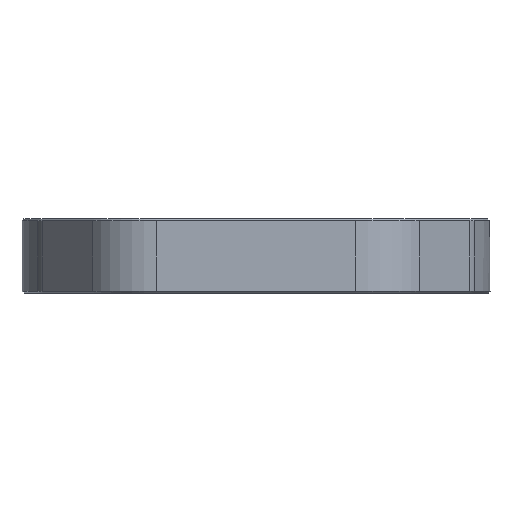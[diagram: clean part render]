
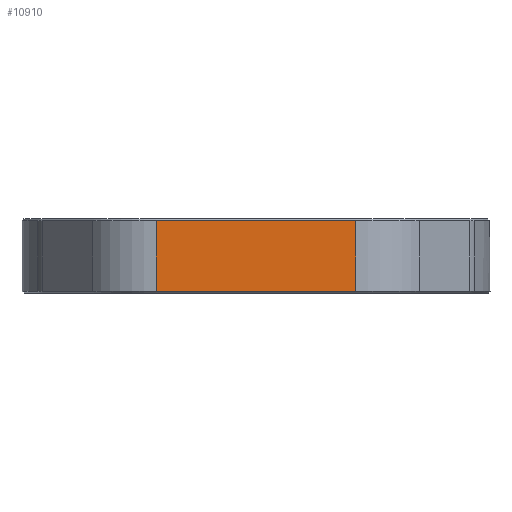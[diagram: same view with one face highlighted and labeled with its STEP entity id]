
A CAD part, front view. The second image highlights one B-rep face of the part: STEP entity #10910.
In plain terms, the highlighted planar face has unit normal (0, -1, 0).
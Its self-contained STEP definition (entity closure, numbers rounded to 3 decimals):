
#321 = DIRECTION ( 'NONE',  ( 0., 1., 0. ) ) ;
#1054 = LINE ( 'NONE', #1178, #6797 ) ;
#1119 = EDGE_CURVE ( 'NONE', #4231, #8667, #4699, .T. ) ;
#1178 = CARTESIAN_POINT ( 'NONE',  ( 12.761, -25.4, 9.525 ) ) ;
#1391 = AXIS2_PLACEMENT_3D ( 'NONE', #10644, #321, #7118 ) ;
#1636 = VERTEX_POINT ( 'NONE', #5452 ) ;
#2093 = DIRECTION ( 'NONE',  ( 0., 0., -1. ) ) ;
#2206 = EDGE_CURVE ( 'NONE', #5785, #4231, #9227, .T. ) ;
#2396 = CARTESIAN_POINT ( 'NONE',  ( -12.761, -25.4, 9.275 ) ) ;
#2520 = ORIENTED_EDGE ( 'NONE', *, *, #5510, .F. ) ;
#2633 = CARTESIAN_POINT ( 'NONE',  ( -12.761, -25.4, 9.525 ) ) ;
#3682 = CARTESIAN_POINT ( 'NONE',  ( -12.761, -25.4, 9.275 ) ) ;
#3683 = EDGE_CURVE ( 'NONE', #8667, #1636, #6979, .T. ) ;
#3852 = VECTOR ( 'NONE', #10689, 1000. ) ;
#4114 = FACE_OUTER_BOUND ( 'NONE', #11485, .T. ) ;
#4231 = VERTEX_POINT ( 'NONE', #3682 ) ;
#4580 = ORIENTED_EDGE ( 'NONE', *, *, #1119, .T. ) ;
#4598 = VECTOR ( 'NONE', #6120, 1000. ) ;
#4699 = LINE ( 'NONE', #2633, #5111 ) ;
#5111 = VECTOR ( 'NONE', #7342, 1000. ) ;
#5368 = CARTESIAN_POINT ( 'NONE',  ( 12.761, -25.4, 9.275 ) ) ;
#5452 = CARTESIAN_POINT ( 'NONE',  ( 12.761, -25.4, 0.25 ) ) ;
#5510 = EDGE_CURVE ( 'NONE', #5785, #1636, #1054, .T. ) ;
#5571 = CARTESIAN_POINT ( 'NONE',  ( -12.761, -25.4, 0.25 ) ) ;
#5785 = VERTEX_POINT ( 'NONE', #5368 ) ;
#6120 = DIRECTION ( 'NONE',  ( -1., 0., 0. ) ) ;
#6350 = ORIENTED_EDGE ( 'NONE', *, *, #2206, .T. ) ;
#6797 = VECTOR ( 'NONE', #2093, 1000. ) ;
#6979 = LINE ( 'NONE', #10874, #3852 ) ;
#7059 = PLANE ( 'NONE',  #1391 ) ;
#7118 = DIRECTION ( 'NONE',  ( 0., 0., 1. ) ) ;
#7342 = DIRECTION ( 'NONE',  ( 0., 0., -1. ) ) ;
#8667 = VERTEX_POINT ( 'NONE', #5571 ) ;
#9227 = LINE ( 'NONE', #2396, #4598 ) ;
#10644 = CARTESIAN_POINT ( 'NONE',  ( -12.761, -25.4, 9.525 ) ) ;
#10689 = DIRECTION ( 'NONE',  ( 1., 0., 0. ) ) ;
#10874 = CARTESIAN_POINT ( 'NONE',  ( -12.761, -25.4, 0.25 ) ) ;
#10910 = ADVANCED_FACE ( 'NONE', ( #4114 ), #7059, .F. ) ;
#11485 = EDGE_LOOP ( 'NONE', ( #4580, #11959, #2520, #6350 ) ) ;
#11959 = ORIENTED_EDGE ( 'NONE', *, *, #3683, .T. ) ;
